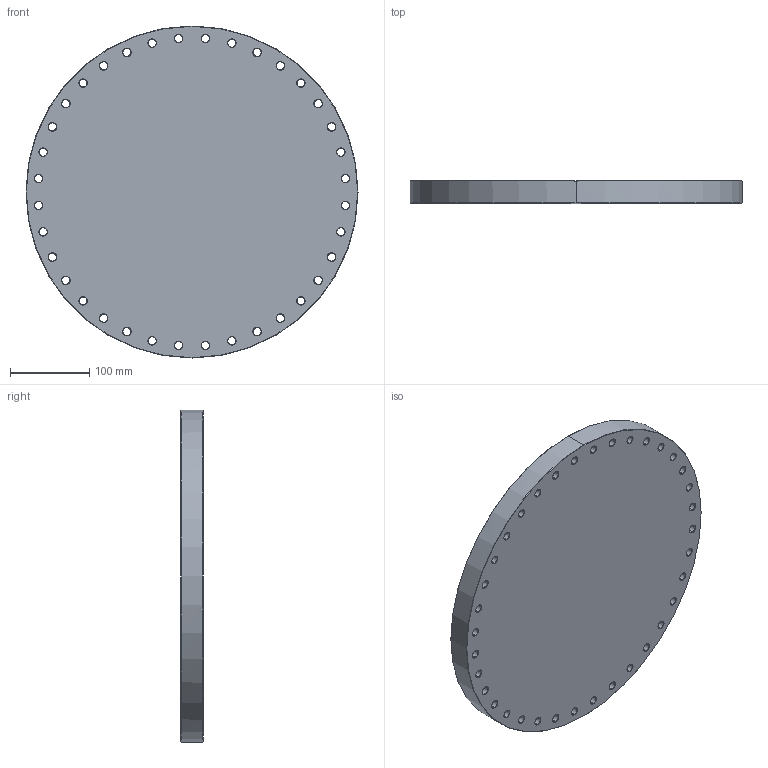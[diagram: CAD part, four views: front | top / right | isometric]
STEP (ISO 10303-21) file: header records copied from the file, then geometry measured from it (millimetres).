
FILE_DESCRIPTION (( 'STEP AP214' ), '1' );
FILE_NAME ('Hositrad_CF350-BT-ISO3669.STEP', '2017-04-26T10:27:53', ( 'Gebruiker' ), ( '' ), 'SwSTEP 2.0', 'SolidWorks 2017', '' );
FILE_SCHEMA (( 'AUTOMOTIVE_DESIGN' ));
Length unit declared in the file: millimetre
Products named in the file (1): Hositrad_CF350-BT-ISO3669
Bounding box: 419.1 x 28.5 x 419.1 mm (x, y, z)
Volume: 3717251.2 mm3; surface area: 341125.3 mm2
Topology: 1 solids, 1 shells, 246 faces, 582 edges, 338 vertices
Faces by surface type: cone 152, cylinder 76, plane 18
Entity records: 7244 total; most frequent: DIRECTION 1380, CARTESIAN_POINT 1215, ORIENTED_EDGE 1164, EDGE_CURVE 582, AXIS2_PLACEMENT_3D 563, VERTEX_POINT 338, EDGE_LOOP 318, CIRCLE 316
